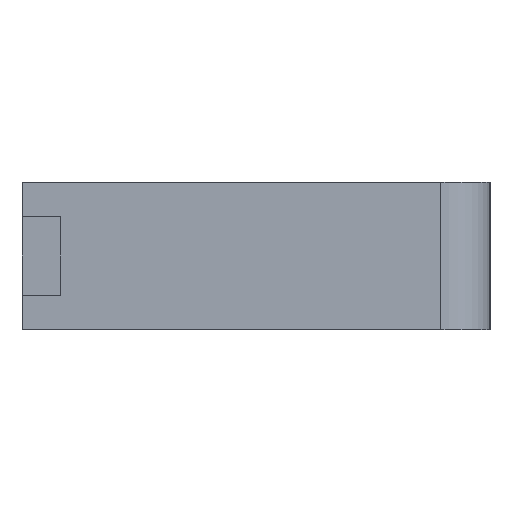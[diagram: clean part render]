
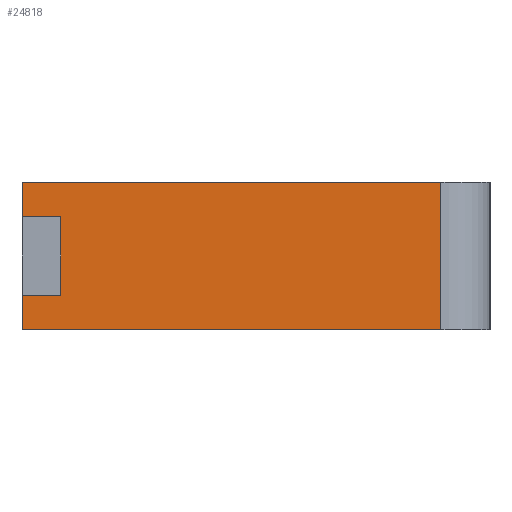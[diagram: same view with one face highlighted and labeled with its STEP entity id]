
A CAD part, left-side view. The second image highlights one B-rep face of the part: STEP entity #24818.
In plain terms, the highlighted planar face has unit normal (-1, 0, 0).
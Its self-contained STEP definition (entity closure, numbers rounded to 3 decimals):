
#20 = DIRECTION ( 'NONE',  ( 1., 0., 0. ) ) ;
#30 = CARTESIAN_POINT ( 'NONE',  ( -19.5, -7.5, 3. ) ) ;
#451 = LINE ( 'NONE', #18333, #5398 ) ;
#671 = EDGE_CURVE ( 'NONE', #23559, #3715, #2889, .T. ) ;
#980 = CARTESIAN_POINT ( 'NONE',  ( -19.5, 7.924, -1.6 ) ) ;
#1453 = CARTESIAN_POINT ( 'NONE',  ( -19.5, 9.5, -1.6 ) ) ;
#2333 = EDGE_LOOP ( 'NONE', ( #22050, #25969, #24403, #26344, #16252, #20209, #6155, #16588 ) ) ;
#2889 = LINE ( 'NONE', #13098, #3869 ) ;
#3221 = CARTESIAN_POINT ( 'NONE',  ( -19.5, -7.5, 3. ) ) ;
#3701 = VERTEX_POINT ( 'NONE', #1453 ) ;
#3715 = VERTEX_POINT ( 'NONE', #14258 ) ;
#3869 = VECTOR ( 'NONE', #17547, 1000. ) ;
#4866 = EDGE_CURVE ( 'NONE', #12384, #18564, #24982, .T. ) ;
#5137 = LINE ( 'NONE', #18867, #13101 ) ;
#5321 = EDGE_CURVE ( 'NONE', #15081, #3715, #451, .T. ) ;
#5398 = VECTOR ( 'NONE', #22355, 1000. ) ;
#6155 = ORIENTED_EDGE ( 'NONE', *, *, #18523, .F. ) ;
#6426 = FACE_OUTER_BOUND ( 'NONE', #2333, .T. ) ;
#7970 = DIRECTION ( 'NONE',  ( 0., -1., 0. ) ) ;
#8164 = PLANE ( 'NONE',  #26391 ) ;
#8558 = CARTESIAN_POINT ( 'NONE',  ( -19.5, 7.924, -1.6 ) ) ;
#8590 = EDGE_CURVE ( 'NONE', #23559, #11177, #11383, .T. ) ;
#8986 = DIRECTION ( 'NONE',  ( 0., -1., 0. ) ) ;
#9402 = VECTOR ( 'NONE', #15015, 1000. ) ;
#9628 = CARTESIAN_POINT ( 'NONE',  ( -19.5, 9.5, 3. ) ) ;
#10845 = CARTESIAN_POINT ( 'NONE',  ( -19.5, -9.5, -3. ) ) ;
#11177 = VERTEX_POINT ( 'NONE', #3221 ) ;
#11383 = LINE ( 'NONE', #12483, #22011 ) ;
#12384 = VERTEX_POINT ( 'NONE', #14420 ) ;
#12483 = CARTESIAN_POINT ( 'NONE',  ( -19.5, -9.5, 3. ) ) ;
#13098 = CARTESIAN_POINT ( 'NONE',  ( -19.5, 9.5, 3. ) ) ;
#13101 = VECTOR ( 'NONE', #16715, 1000. ) ;
#13626 = CARTESIAN_POINT ( 'NONE',  ( -19.5, 9.5, 3. ) ) ;
#14258 = CARTESIAN_POINT ( 'NONE',  ( -19.5, 9.5, 1.6 ) ) ;
#14420 = CARTESIAN_POINT ( 'NONE',  ( -19.5, 9.5, -3. ) ) ;
#15004 = VECTOR ( 'NONE', #17948, 1000. ) ;
#15015 = DIRECTION ( 'NONE',  ( 0., 0., 1. ) ) ;
#15081 = VERTEX_POINT ( 'NONE', #22604 ) ;
#15323 = LINE ( 'NONE', #9628, #15004 ) ;
#15972 = VECTOR ( 'NONE', #8986, 1000. ) ;
#16252 = ORIENTED_EDGE ( 'NONE', *, *, #5321, .F. ) ;
#16341 = VERTEX_POINT ( 'NONE', #980 ) ;
#16588 = ORIENTED_EDGE ( 'NONE', *, *, #24993, .T. ) ;
#16715 = DIRECTION ( 'NONE',  ( 0., -1., 0. ) ) ;
#17547 = DIRECTION ( 'NONE',  ( 0., 0., -1. ) ) ;
#17948 = DIRECTION ( 'NONE',  ( 0., 0., -1. ) ) ;
#18333 = CARTESIAN_POINT ( 'NONE',  ( -19.5, 9.5, 1.6 ) ) ;
#18523 = EDGE_CURVE ( 'NONE', #3701, #16341, #5137, .T. ) ;
#18564 = VERTEX_POINT ( 'NONE', #25454 ) ;
#18867 = CARTESIAN_POINT ( 'NONE',  ( -19.5, 9.5, -1.6 ) ) ;
#19114 = EDGE_CURVE ( 'NONE', #16341, #15081, #21323, .T. ) ;
#19185 = DIRECTION ( 'NONE',  ( 0., 0., 1. ) ) ;
#20209 = ORIENTED_EDGE ( 'NONE', *, *, #19114, .F. ) ;
#21323 = LINE ( 'NONE', #8558, #9402 ) ;
#22011 = VECTOR ( 'NONE', #7970, 1000. ) ;
#22050 = ORIENTED_EDGE ( 'NONE', *, *, #4866, .T. ) ;
#22256 = EDGE_CURVE ( 'NONE', #18564, #11177, #24634, .T. ) ;
#22355 = DIRECTION ( 'NONE',  ( 0., 1., 0. ) ) ;
#22604 = CARTESIAN_POINT ( 'NONE',  ( -19.5, 7.924, 1.6 ) ) ;
#23006 = CARTESIAN_POINT ( 'NONE',  ( -19.5, -9.5, 3. ) ) ;
#23559 = VERTEX_POINT ( 'NONE', #13626 ) ;
#24293 = VECTOR ( 'NONE', #19185, 1000. ) ;
#24403 = ORIENTED_EDGE ( 'NONE', *, *, #8590, .F. ) ;
#24634 = LINE ( 'NONE', #30, #24293 ) ;
#24818 = ADVANCED_FACE ( 'NONE', ( #6426 ), #8164, .F. ) ;
#24982 = LINE ( 'NONE', #10845, #15972 ) ;
#24993 = EDGE_CURVE ( 'NONE', #3701, #12384, #15323, .T. ) ;
#25124 = DIRECTION ( 'NONE',  ( 0., 0., -1. ) ) ;
#25454 = CARTESIAN_POINT ( 'NONE',  ( -19.5, -7.5, -3. ) ) ;
#25969 = ORIENTED_EDGE ( 'NONE', *, *, #22256, .T. ) ;
#26344 = ORIENTED_EDGE ( 'NONE', *, *, #671, .T. ) ;
#26391 = AXIS2_PLACEMENT_3D ( 'NONE', #23006, #20, #25124 ) ;
